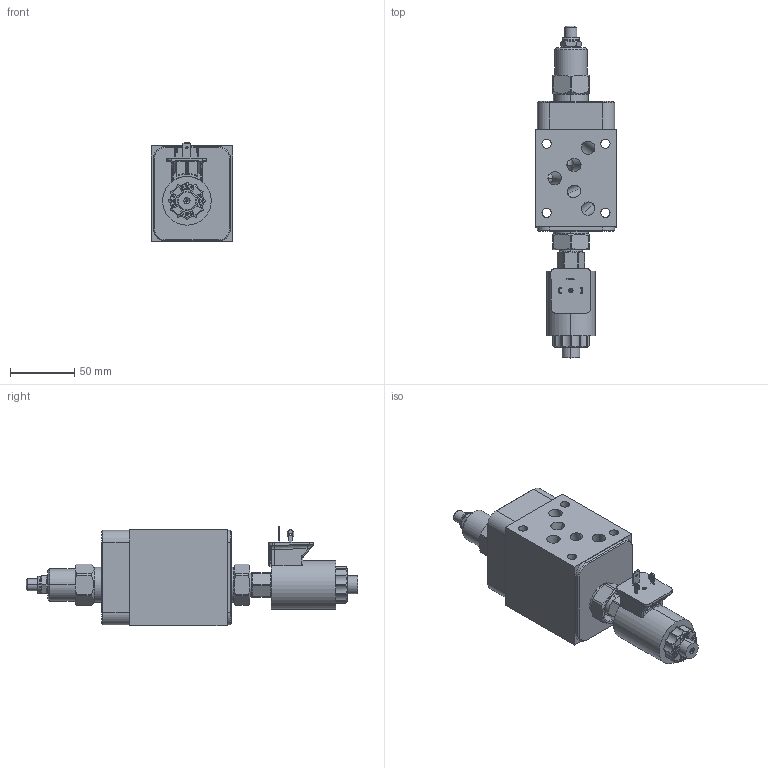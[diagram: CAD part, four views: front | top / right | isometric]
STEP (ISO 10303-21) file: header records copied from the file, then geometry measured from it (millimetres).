
FILE_DESCRIPTION((''),'2;1');
FILE_NAME('X4DDLANFA224_ASM','2019-08-16T',('ProEService'),(''),'PRO/ENGINEER BY PARAMETRIC TECHNOLOGY CORPORATION, 2014200','PRO/ENGINEER BY PARAMETRIC TECHNOLOGY CORPORATION, 2014200','');
FILE_SCHEMA(('CONFIG_CONTROL_DESIGN'));
Length unit declared in the file: inch
Products named in the file (7): 153-771; FDCBLAN; DFDA8DN; DTAFMHN224; 500-001-014; 700-001; X4DDLANFA224_ASM
Assembly tree (6 placements, depth 2):
  X4DDLANFA224_ASM
    153-771
    FDCBLAN
    DFDA8DN
    DTAFMHN224
    500-001-014
    700-001
Bounding box: 63.5 x 259.23 x 77.32 mm (x, y, z)
Volume: 528629.8 mm3; surface area: 120171.2 mm2
Topology: 7 solids, 8 shells, 1210 faces, 3405 edges, 2463 vertices
Faces by surface type: cylinder 452, plane 397, cone 183, torus 99, bspline 38, sphere 25, revolution 16
Entity records: 46038 total; most frequent: CARTESIAN_POINT 15411, DIRECTION 6333, ORIENTED_EDGE 5834, EDGE_CURVE 2917, AXIS2_PLACEMENT_3D 2287, VERTEX_POINT 1817, VECTOR 1743, LINE 1743
